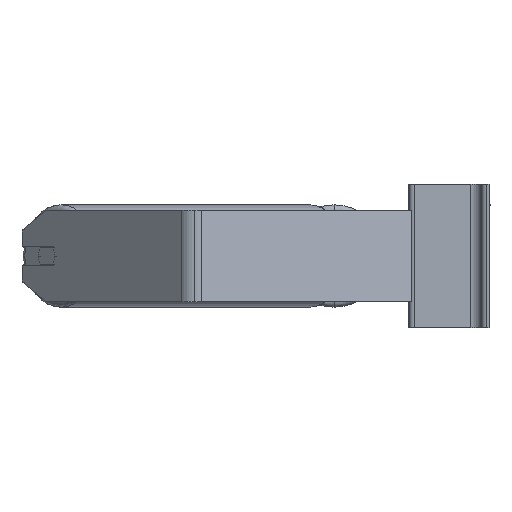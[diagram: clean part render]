
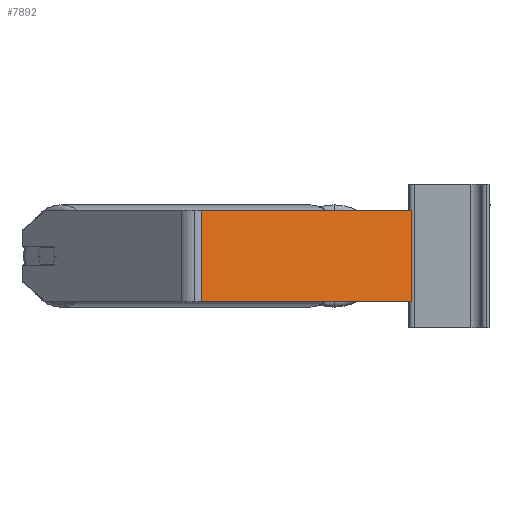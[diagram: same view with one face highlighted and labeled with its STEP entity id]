
A CAD part, left-side view. The second image highlights one B-rep face of the part: STEP entity #7892.
In plain terms, the highlighted planar face has unit normal (-0.94, -0.342, 0).
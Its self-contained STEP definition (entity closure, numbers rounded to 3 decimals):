
#104 = ORIENTED_EDGE ( 'NONE', *, *, #4991, .T. ) ;
#174 = ORIENTED_EDGE ( 'NONE', *, *, #5849, .F. ) ;
#215 = VERTEX_POINT ( 'NONE', #5012 ) ;
#382 = EDGE_CURVE ( 'NONE', #215, #10091, #874, .T. ) ;
#874 = LINE ( 'NONE', #5230, #10323 ) ;
#964 = FACE_OUTER_BOUND ( 'NONE', #10531, .T. ) ;
#1191 = CARTESIAN_POINT ( 'NONE',  ( -557.48, 208.167, -40. ) ) ;
#1746 = PLANE ( 'NONE',  #3304 ) ;
#2032 = VECTOR ( 'NONE', #2628, 1000. ) ;
#2628 = DIRECTION ( 'NONE',  ( 0.342, -0.94, 0. ) ) ;
#2831 = DIRECTION ( 'NONE',  ( 0., 0., -1. ) ) ;
#3284 = VERTEX_POINT ( 'NONE', #3341 ) ;
#3304 = AXIS2_PLACEMENT_3D ( 'NONE', #10276, #3545, #4426 ) ;
#3305 = ORIENTED_EDGE ( 'NONE', *, *, #6554, .T. ) ;
#3341 = CARTESIAN_POINT ( 'NONE',  ( -553.993, 198.588, 40. ) ) ;
#3545 = DIRECTION ( 'NONE',  ( 0.94, 0.342, 0. ) ) ;
#3708 = VERTEX_POINT ( 'NONE', #10962 ) ;
#4052 = VECTOR ( 'NONE', #7987, 1000. ) ;
#4426 = DIRECTION ( 'NONE',  ( -0.342, 0.94, 0. ) ) ;
#4991 = EDGE_CURVE ( 'NONE', #3708, #10091, #6162, .T. ) ;
#5012 = CARTESIAN_POINT ( 'NONE',  ( -487.518, 15.948, 40. ) ) ;
#5230 = CARTESIAN_POINT ( 'NONE',  ( -487.518, 15.948, 40. ) ) ;
#5849 = EDGE_CURVE ( 'NONE', #3284, #215, #9205, .T. ) ;
#6052 = LINE ( 'NONE', #6983, #10764 ) ;
#6162 = LINE ( 'NONE', #1191, #4052 ) ;
#6554 = EDGE_CURVE ( 'NONE', #3284, #3708, #6052, .T. ) ;
#6983 = CARTESIAN_POINT ( 'NONE',  ( -553.993, 198.588, 40. ) ) ;
#7633 = ORIENTED_EDGE ( 'NONE', *, *, #382, .F. ) ;
#7744 = CARTESIAN_POINT ( 'NONE',  ( -557.48, 208.167, 40. ) ) ;
#7892 = ADVANCED_FACE ( 'NONE', ( #964 ), #1746, .F. ) ;
#7987 = DIRECTION ( 'NONE',  ( 0.342, -0.94, 0. ) ) ;
#8549 = DIRECTION ( 'NONE',  ( 0., 0., -1. ) ) ;
#9205 = LINE ( 'NONE', #7744, #2032 ) ;
#10091 = VERTEX_POINT ( 'NONE', #10854 ) ;
#10276 = CARTESIAN_POINT ( 'NONE',  ( -557.48, 208.167, 40. ) ) ;
#10323 = VECTOR ( 'NONE', #2831, 1000. ) ;
#10531 = EDGE_LOOP ( 'NONE', ( #104, #7633, #174, #3305 ) ) ;
#10764 = VECTOR ( 'NONE', #8549, 1000. ) ;
#10854 = CARTESIAN_POINT ( 'NONE',  ( -487.518, 15.948, -40. ) ) ;
#10962 = CARTESIAN_POINT ( 'NONE',  ( -553.993, 198.588, -40. ) ) ;
